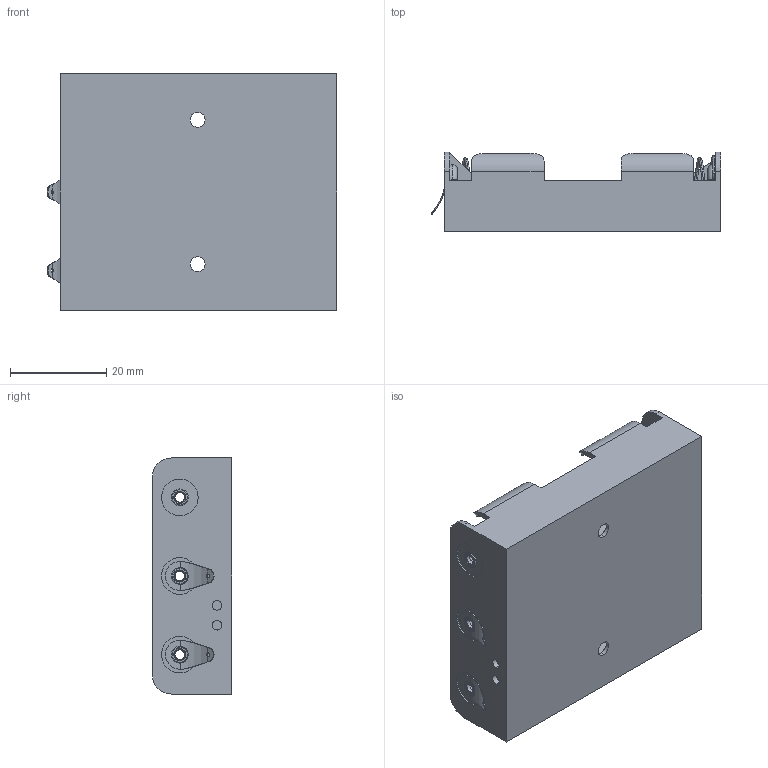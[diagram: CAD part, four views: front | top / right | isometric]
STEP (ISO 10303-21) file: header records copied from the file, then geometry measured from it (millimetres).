
FILE_DESCRIPTION (( 'STEP AP214' ), '1' );
FILE_NAME ('BC3AAL.STEP', '2019-12-04T06:34:43', ( '' ), ( '' ), 'SwSTEP 2.0', 'SolidWorks 2016', '' );
FILE_SCHEMA (( 'AUTOMOTIVE_DESIGN' ));
Length unit declared in the file: millimetre
Products named in the file (1): BC3AAL
Bounding box: 60.13 x 16.5 x 49 mm (x, y, z)
Volume: 8764.8 mm3; surface area: 15213.5 mm2
Topology: 8 solids, 8 shells, 484 faces, 1198 edges, 775 vertices
Faces by surface type: plane 234, cylinder 168, torus 76, bspline 6
Entity records: 19978 total; most frequent: CARTESIAN_POINT 7992, DIRECTION 2574, ORIENTED_EDGE 2396, EDGE_CURVE 1198, AXIS2_PLACEMENT_3D 961, VERTEX_POINT 775, VECTOR 652, LINE 652
